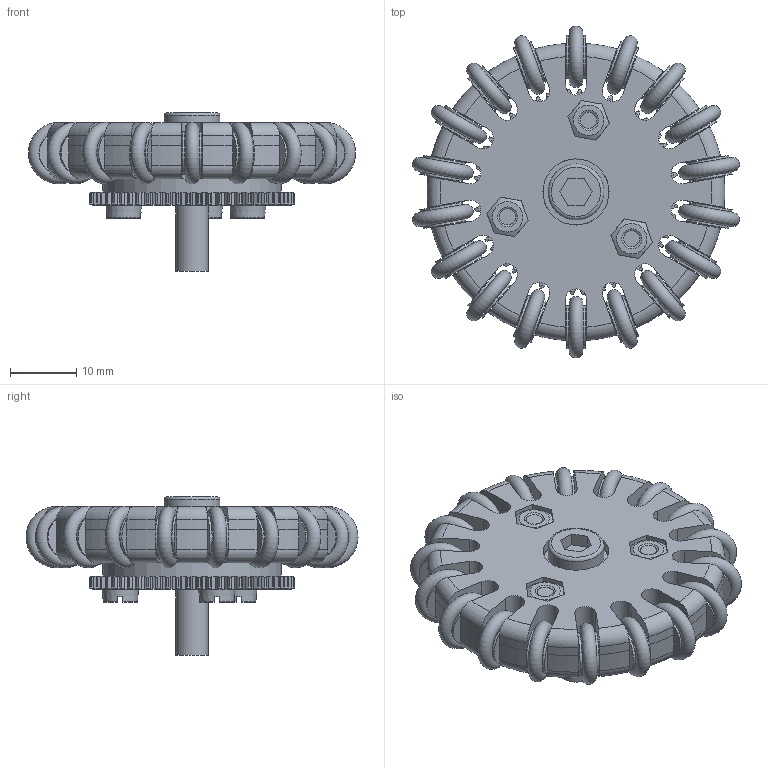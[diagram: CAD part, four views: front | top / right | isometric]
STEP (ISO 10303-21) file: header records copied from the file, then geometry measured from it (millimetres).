
FILE_DESCRIPTION(/* description */ (''),/* implementation_level */ '2;1');
FILE_NAME(/* name */ 'RoboCinWheel.stp',/* time_stamp */ '2021-11-24T21:44:59-03:00',/* author */ ('Acer'),/* organization */ (''),/* preprocessor_version */ 'ST-DEVELOPER v18.1',/* originating_system */ 'Autodesk Inventor 2020',/* authorisation */ '');
FILE_SCHEMA (('AUTOMOTIVE_DESIGN { 1 0 10303 214 3 1 1 }'));
Length unit declared in the file: millimetre
Products named in the file (12): RoboCinWheel; PartA; Wire; Roller; Roller_1; RollerTire; gear_z60_26106000_machined; PartB; 685-ZZ-C3; ScrewM5x40_Machined; DIN 84 - M3 x 12; ISO 4032 - M3
Assembly tree (35 placements, depth 3):
  RoboCinWheel
    PartA
    Wire
    Roller  x18
      Roller_1
      RollerTire
    gear_z60_26106000_machined
    PartB
    685-ZZ-C3
    ScrewM5x40_Machined
    DIN 84 - M3 x 12  x3
    ISO 4032 - M3  x6
Bounding box: 49.45 x 50.18 x 24 mm (x, y, z)
Volume: 14841.5 mm3; surface area: 18779.8 mm2
Topology: 51 solids, 51 shells, 1147 faces, 2845 edges, 1819 vertices
Faces by surface type: plane 559, cylinder 336, cone 153, torus 99
Full cylindrical faces by diameter (mm): 1.95 x18, 2.459 x6, 2.729 x3, 3 x12, 4.5 x18, 4.95 x1, 5 x1, 5.5 x1, 6.5 x36, 6.6 x2, 8.45 x1, 10 x3, 11 x3, 12 x2, 27 x1
Entity records: 29668 total; most frequent: CARTESIAN_POINT 6750, ORIENTED_EDGE 4754, DIRECTION 4628, EDGE_CURVE 2377, AXIS2_PLACEMENT_3D 1711, VERTEX_POINT 1513, LINE 1206, VECTOR 1206
